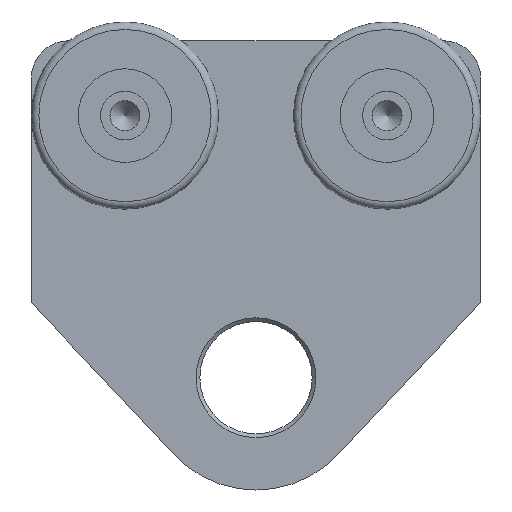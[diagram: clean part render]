
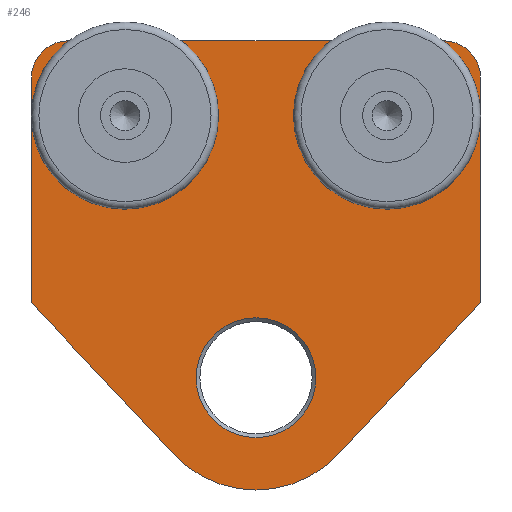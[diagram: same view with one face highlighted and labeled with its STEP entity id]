
A CAD part, front view. The second image highlights one B-rep face of the part: STEP entity #246.
In plain terms, the highlighted planar face has unit normal (0, -1, 0).
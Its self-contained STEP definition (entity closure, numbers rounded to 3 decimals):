
#246=ADVANCED_FACE('',(#459,#460),#461,.F.);
#459=FACE_BOUND('',#658,.T.);
#460=FACE_OUTER_BOUND('',#659,.T.);
#461=PLANE('',#660);
#658=EDGE_LOOP('',(#932));
#659=EDGE_LOOP('',(#933,#934,#935,#936,#937,#938,#939,#940));
#660=AXIS2_PLACEMENT_3D('',#941,#942,#943);
#932=ORIENTED_EDGE('',*,*,#1119,.T.);
#933=ORIENTED_EDGE('',*,*,#1127,.F.);
#934=ORIENTED_EDGE('',*,*,#1128,.T.);
#935=ORIENTED_EDGE('',*,*,#1048,.T.);
#936=ORIENTED_EDGE('',*,*,#1125,.T.);
#937=ORIENTED_EDGE('',*,*,#1129,.T.);
#938=ORIENTED_EDGE('',*,*,#1115,.F.);
#939=ORIENTED_EDGE('',*,*,#1051,.F.);
#940=ORIENTED_EDGE('',*,*,#1130,.F.);
#941=CARTESIAN_POINT('',(-45.,11.444,120.));
#942=DIRECTION('',(0.,1.,0.));
#943=DIRECTION('',(0.,0.,1.));
#1048=EDGE_CURVE('',#1168,#1166,#1169,.F.);
#1051=EDGE_CURVE('',#1172,#1173,#1174,.T.);
#1115=EDGE_CURVE('',#1173,#1274,#1275,.T.);
#1119=EDGE_CURVE('',#1279,#1279,#1280,.T.);
#1125=EDGE_CURVE('',#1166,#1284,#1286,.T.);
#1127=EDGE_CURVE('',#1288,#1289,#1290,.T.);
#1128=EDGE_CURVE('',#1288,#1168,#1291,.T.);
#1129=EDGE_CURVE('',#1284,#1274,#1292,.F.);
#1130=EDGE_CURVE('',#1289,#1172,#1293,.T.);
#1166=VERTEX_POINT('',#1329);
#1168=VERTEX_POINT('',#1332);
#1169=CIRCLE('',#1333,10.);
#1172=VERTEX_POINT('',#1337);
#1173=VERTEX_POINT('',#1338);
#1174=LINE('',#1339,#1340);
#1274=VERTEX_POINT('',#1447);
#1275=LINE('',#1448,#1449);
#1279=VERTEX_POINT('',#1454);
#1280=CIRCLE('',#1455,16.);
#1284=VERTEX_POINT('',#1459);
#1286=LINE('',#1462,#1463);
#1288=VERTEX_POINT('',#1465);
#1289=VERTEX_POINT('',#1466);
#1290=LINE('',#1467,#1468);
#1291=LINE('',#1469,#1470);
#1292=CIRCLE('',#1471,10.);
#1293=CIRCLE('',#1472,30.);
#1329=CARTESIAN_POINT('',(-35.,11.444,0.));
#1332=CARTESIAN_POINT('',(-45.,11.444,10.));
#1333=AXIS2_PLACEMENT_3D('',#1512,#1513,#1514);
#1337=CARTESIAN_POINT('',(36.852,11.444,110.555));
#1338=CARTESIAN_POINT('',(75.,11.444,70.));
#1339=CARTESIAN_POINT('',(36.852,11.444,110.555));
#1340=VECTOR('',#1516,1.);
#1447=CARTESIAN_POINT('',(75.,11.444,10.));
#1448=CARTESIAN_POINT('',(75.,11.444,120.));
#1449=VECTOR('',#1620,1.);
#1454=CARTESIAN_POINT('',(15.,11.444,106.));
#1455=AXIS2_PLACEMENT_3D('',#1622,#1623,#1624);
#1459=CARTESIAN_POINT('',(65.,11.444,0.));
#1462=CARTESIAN_POINT('',(-45.,11.444,0.));
#1463=VECTOR('',#1626,1.);
#1465=CARTESIAN_POINT('',(-45.,11.444,70.));
#1466=CARTESIAN_POINT('',(-6.852,11.444,110.555));
#1467=CARTESIAN_POINT('',(-45.,11.444,70.));
#1468=VECTOR('',#1627,1.);
#1469=CARTESIAN_POINT('',(-45.,11.444,120.));
#1470=VECTOR('',#1628,1.);
#1471=AXIS2_PLACEMENT_3D('',#1629,#1630,#1631);
#1472=AXIS2_PLACEMENT_3D('',#1632,#1633,#1634);
#1512=CARTESIAN_POINT('',(-35.,11.444,10.));
#1513=DIRECTION('',(0.,1.,0.));
#1514=DIRECTION('',(0.,0.,1.));
#1516=DIRECTION('',(0.685,0.,-0.728));
#1620=DIRECTION('',(0.,0.,-1.));
#1622=CARTESIAN_POINT('',(15.,11.444,90.));
#1623=DIRECTION('',(0.,1.,0.));
#1624=DIRECTION('',(0.,0.,1.));
#1626=DIRECTION('',(1.,0.,0.));
#1627=DIRECTION('',(0.685,0.,0.728));
#1628=DIRECTION('',(0.,0.,-1.));
#1629=CARTESIAN_POINT('',(65.,11.444,10.));
#1630=DIRECTION('',(0.,1.,0.));
#1631=DIRECTION('',(0.,0.,1.));
#1632=CARTESIAN_POINT('',(15.,11.444,90.));
#1633=DIRECTION('',(0.,1.,0.));
#1634=DIRECTION('',(1.,0.,0.));
